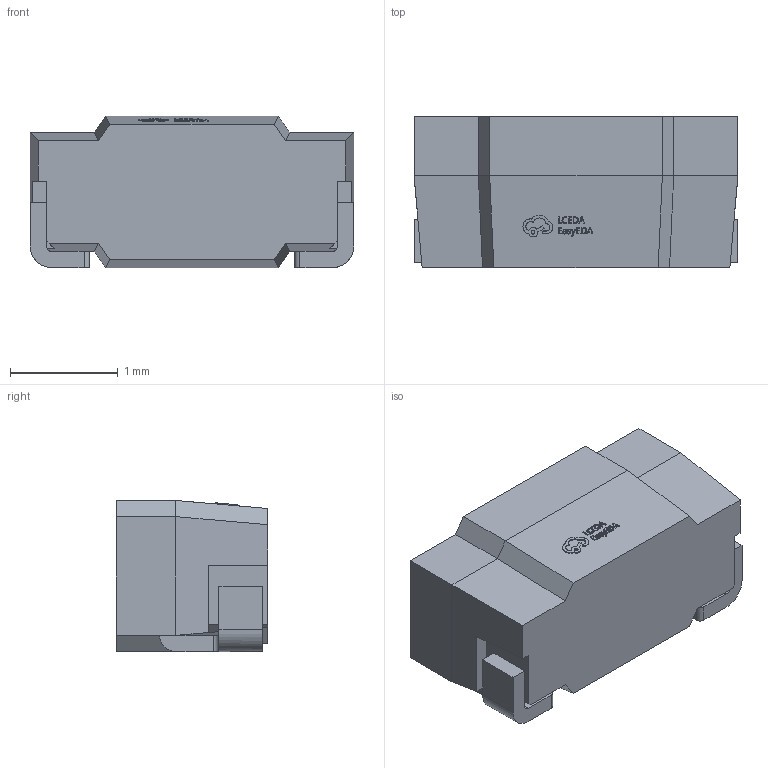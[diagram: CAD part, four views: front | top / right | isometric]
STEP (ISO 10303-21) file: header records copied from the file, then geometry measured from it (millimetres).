
FILE_DESCRIPTION (( 'STEP AP214' ), '1' );
FILE_NAME ('LED-SMD_2P-L3.0-W1.4-H1.4.step', '2022-07-08T11:52:04', ( '' ), ( '' ), 'SwSTEP 2.0', 'SolidWorks 2020', '' );
FILE_SCHEMA (( 'AUTOMOTIVE_DESIGN' ));
Length unit declared in the file: millimetre
Products named in the file (1): LED-SMD_2P-L3.0-W1.4-H1.4
Bounding box: 3 x 1.4 x 1.4 mm (x, y, z)
Volume: 5.2 mm3; surface area: 21.4 mm2
Topology: 1 solids, 1 shells, 346 faces, 961 edges, 640 vertices
Faces by surface type: plane 224, bspline 112, cylinder 10
Entity records: 16079 total; most frequent: CARTESIAN_POINT 4124, ORIENTED_EDGE 1922, DIRECTION 1225, EDGE_CURVE 961, VECTOR 703, LINE 703, VERTEX_POINT 640, EDGE_LOOP 373
